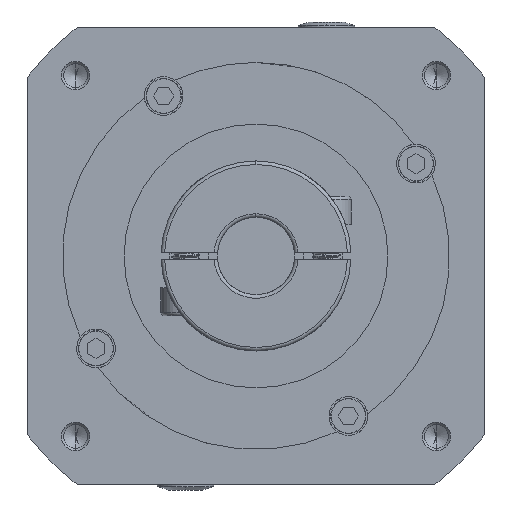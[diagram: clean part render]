
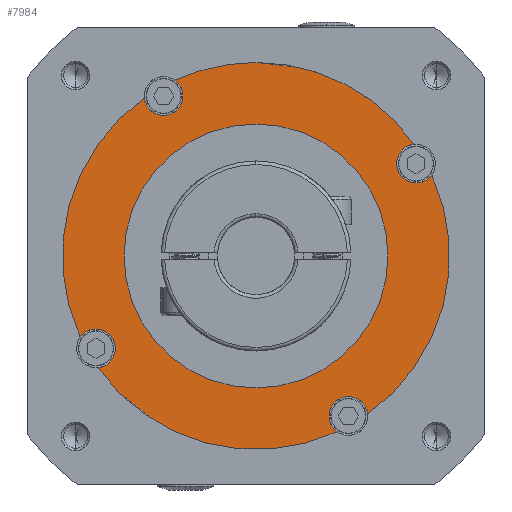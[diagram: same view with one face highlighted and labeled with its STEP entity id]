
A CAD part, left-side view. The second image highlights one B-rep face of the part: STEP entity #7984.
In plain terms, the highlighted planar face has unit normal (-1, 0, 0).
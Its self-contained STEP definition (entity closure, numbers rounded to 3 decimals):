
#186 = ORIENTED_EDGE ( 'NONE', *, *, #12831, .T. ) ;
#205 = ORIENTED_EDGE ( 'NONE', *, *, #11660, .T. ) ;
#389 = CARTESIAN_POINT ( 'NONE',  ( -68.5, -49.938, 23.048 ) ) ;
#641 = CARTESIAN_POINT ( 'NONE',  ( -68.5, -45.466, 26.25 ) ) ;
#955 = CARTESIAN_POINT ( 'NONE',  ( -68.5, -26.25, -45.466 ) ) ;
#1011 = CARTESIAN_POINT ( 'NONE',  ( -68.5, -45.466, 20.75 ) ) ;
#1040 = ORIENTED_EDGE ( 'NONE', *, *, #19869, .T. ) ;
#1716 = VERTEX_POINT ( 'NONE', #21389 ) ;
#1813 = DIRECTION ( 'NONE',  ( 0., 0., -1. ) ) ;
#1917 = AXIS2_PLACEMENT_3D ( 'NONE', #12499, #3791, #1813 ) ;
#2124 = ORIENTED_EDGE ( 'NONE', *, *, #9036, .T. ) ;
#2157 = AXIS2_PLACEMENT_3D ( 'NONE', #15799, #12218, #19199 ) ;
#2186 = CARTESIAN_POINT ( 'NONE',  ( -68.5, 0., 37.5 ) ) ;
#2559 = DIRECTION ( 'NONE',  ( 1., 0., 0. ) ) ;
#2661 = VERTEX_POINT ( 'NONE', #8391 ) ;
#2796 = DIRECTION ( 'NONE',  ( 1., 0., 0. ) ) ;
#2891 = CARTESIAN_POINT ( 'NONE',  ( -68.5, 0., 0. ) ) ;
#2955 = VERTEX_POINT ( 'NONE', #7617 ) ;
#3067 = AXIS2_PLACEMENT_3D ( 'NONE', #16967, #21960, #13464 ) ;
#3746 = EDGE_CURVE ( 'NONE', #11013, #21075, #6682, .T. ) ;
#3791 = DIRECTION ( 'NONE',  ( 1., 0., 0. ) ) ;
#3867 = CIRCLE ( 'NONE', #2157, 5.5 ) ;
#4011 = CIRCLE ( 'NONE', #3067, 5.5 ) ;
#4073 = CARTESIAN_POINT ( 'NONE',  ( -68.5, 0., 0. ) ) ;
#4084 = CARTESIAN_POINT ( 'NONE',  ( -68.5, -26.25, -39.966 ) ) ;
#4178 = AXIS2_PLACEMENT_3D ( 'NONE', #13432, #8228, #8330 ) ;
#4834 = FACE_BOUND ( 'NONE', #5180, .T. ) ;
#4903 = DIRECTION ( 'NONE',  ( -1., 0., 0. ) ) ;
#4910 = DIRECTION ( 'NONE',  ( 1., 0., 0. ) ) ;
#5180 = EDGE_LOOP ( 'NONE', ( #15745, #19739 ) ) ;
#5696 = VERTEX_POINT ( 'NONE', #14785 ) ;
#5852 = CARTESIAN_POINT ( 'NONE',  ( -68.5, 26.25, 39.966 ) ) ;
#5910 = VERTEX_POINT ( 'NONE', #15010 ) ;
#6124 = CIRCLE ( 'NONE', #15215, 55. ) ;
#6268 = EDGE_CURVE ( 'NONE', #16053, #9462, #13164, .T. ) ;
#6480 = CIRCLE ( 'NONE', #7429, 55. ) ;
#6512 = ORIENTED_EDGE ( 'NONE', *, *, #11934, .T. ) ;
#6591 = CARTESIAN_POINT ( 'NONE',  ( -68.5, 0., 55. ) ) ;
#6682 = CIRCLE ( 'NONE', #7324, 5.5 ) ;
#6708 = FACE_OUTER_BOUND ( 'NONE', #12183, .T. ) ;
#6889 = AXIS2_PLACEMENT_3D ( 'NONE', #15394, #8527, #17228 ) ;
#7156 = CARTESIAN_POINT ( 'NONE',  ( -68.5, 0., 0. ) ) ;
#7324 = AXIS2_PLACEMENT_3D ( 'NONE', #9022, #10772, #9397 ) ;
#7391 = CARTESIAN_POINT ( 'NONE',  ( -68.5, -31.724, -44.929 ) ) ;
#7429 = AXIS2_PLACEMENT_3D ( 'NONE', #4073, #13004, #18046 ) ;
#7617 = CARTESIAN_POINT ( 'NONE',  ( -68.5, -44.929, 31.724 ) ) ;
#7917 = DIRECTION ( 'NONE',  ( -1., 0., 0. ) ) ;
#7984 = ADVANCED_FACE ( 'NONE', ( #4834, #6708 ), #9849, .F. ) ;
#8040 = DIRECTION ( 'NONE',  ( 0., 0., 1. ) ) ;
#8228 = DIRECTION ( 'NONE',  ( 1., 0., 0. ) ) ;
#8330 = DIRECTION ( 'NONE',  ( 0., 0., -1. ) ) ;
#8391 = CARTESIAN_POINT ( 'NONE',  ( -68.5, 45.466, -20.75 ) ) ;
#8469 = CIRCLE ( 'NONE', #11794, 5.5 ) ;
#8527 = DIRECTION ( 'NONE',  ( 1., 0., 0. ) ) ;
#8918 = DIRECTION ( 'NONE',  ( -1., 0., 0. ) ) ;
#8930 = EDGE_CURVE ( 'NONE', #5910, #1716, #6480, .T. ) ;
#9022 = CARTESIAN_POINT ( 'NONE',  ( -68.5, 26.25, 45.466 ) ) ;
#9036 = EDGE_CURVE ( 'NONE', #21655, #2955, #4011, .T. ) ;
#9097 = AXIS2_PLACEMENT_3D ( 'NONE', #2891, #7917, #20108 ) ;
#9390 = AXIS2_PLACEMENT_3D ( 'NONE', #9858, #16716, #13208 ) ;
#9397 = DIRECTION ( 'NONE',  ( 0., 0., -1. ) ) ;
#9462 = VERTEX_POINT ( 'NONE', #14950 ) ;
#9510 = CARTESIAN_POINT ( 'NONE',  ( -68.5, 0., 0. ) ) ;
#9849 = PLANE ( 'NONE',  #4178 ) ;
#9858 = CARTESIAN_POINT ( 'NONE',  ( -68.5, 0., 0. ) ) ;
#10010 = DIRECTION ( 'NONE',  ( 0., 0., 1. ) ) ;
#10206 = CIRCLE ( 'NONE', #6889, 5.5 ) ;
#10454 = CIRCLE ( 'NONE', #9097, 55. ) ;
#10772 = DIRECTION ( 'NONE',  ( 1., 0., 0. ) ) ;
#11013 = VERTEX_POINT ( 'NONE', #16144 ) ;
#11116 = CIRCLE ( 'NONE', #13175, 5.5 ) ;
#11129 = ORIENTED_EDGE ( 'NONE', *, *, #21026, .T. ) ;
#11418 = VERTEX_POINT ( 'NONE', #7391 ) ;
#11489 = DIRECTION ( 'NONE',  ( -1., 0., 0. ) ) ;
#11660 = EDGE_CURVE ( 'NONE', #14537, #11013, #6124, .T. ) ;
#11728 = ORIENTED_EDGE ( 'NONE', *, *, #3746, .T. ) ;
#11794 = AXIS2_PLACEMENT_3D ( 'NONE', #641, #2559, #16514 ) ;
#11934 = EDGE_CURVE ( 'NONE', #21075, #5696, #10206, .T. ) ;
#12183 = EDGE_LOOP ( 'NONE', ( #18109, #11129, #2124, #14493, #205, #11728, #6512, #12751, #1040, #17082, #16249, #15890, #186 ) ) ;
#12218 = DIRECTION ( 'NONE',  ( 1., 0., 0. ) ) ;
#12387 = EDGE_CURVE ( 'NONE', #1716, #22247, #11116, .T. ) ;
#12412 = EDGE_CURVE ( 'NONE', #9462, #16053, #19159, .T. ) ;
#12499 = CARTESIAN_POINT ( 'NONE',  ( -68.5, 45.466, -26.25 ) ) ;
#12751 = ORIENTED_EDGE ( 'NONE', *, *, #13059, .T. ) ;
#12831 = EDGE_CURVE ( 'NONE', #22247, #11418, #13768, .T. ) ;
#13004 = DIRECTION ( 'NONE',  ( -1., 0., 0. ) ) ;
#13045 = VERTEX_POINT ( 'NONE', #20572 ) ;
#13059 = EDGE_CURVE ( 'NONE', #5696, #13045, #10454, .T. ) ;
#13164 = CIRCLE ( 'NONE', #9390, 37.5 ) ;
#13175 = AXIS2_PLACEMENT_3D ( 'NONE', #955, #2796, #18505 ) ;
#13208 = DIRECTION ( 'NONE',  ( 0., 0., 1. ) ) ;
#13432 = CARTESIAN_POINT ( 'NONE',  ( -68.5, 37.5, 0. ) ) ;
#13464 = DIRECTION ( 'NONE',  ( 0., 0., -1. ) ) ;
#13707 = DIRECTION ( 'NONE',  ( 0., 0., 1. ) ) ;
#13768 = CIRCLE ( 'NONE', #17280, 5.5 ) ;
#14493 = ORIENTED_EDGE ( 'NONE', *, *, #19130, .T. ) ;
#14537 = VERTEX_POINT ( 'NONE', #6591 ) ;
#14785 = CARTESIAN_POINT ( 'NONE',  ( -68.5, 31.724, 44.929 ) ) ;
#14896 = AXIS2_PLACEMENT_3D ( 'NONE', #15732, #22480, #13707 ) ;
#14950 = CARTESIAN_POINT ( 'NONE',  ( -68.5, 0., -37.5 ) ) ;
#15001 = CIRCLE ( 'NONE', #1917, 5.5 ) ;
#15010 = CARTESIAN_POINT ( 'NONE',  ( -68.5, 44.929, -31.724 ) ) ;
#15030 = CARTESIAN_POINT ( 'NONE',  ( -68.5, 0., 0. ) ) ;
#15215 = AXIS2_PLACEMENT_3D ( 'NONE', #7156, #8918, #21077 ) ;
#15394 = CARTESIAN_POINT ( 'NONE',  ( -68.5, 26.25, 45.466 ) ) ;
#15732 = CARTESIAN_POINT ( 'NONE',  ( -68.5, 0., 0. ) ) ;
#15745 = ORIENTED_EDGE ( 'NONE', *, *, #6268, .F. ) ;
#15799 = CARTESIAN_POINT ( 'NONE',  ( -68.5, 45.466, -26.25 ) ) ;
#15890 = ORIENTED_EDGE ( 'NONE', *, *, #12387, .T. ) ;
#16053 = VERTEX_POINT ( 'NONE', #2186 ) ;
#16144 = CARTESIAN_POINT ( 'NONE',  ( -68.5, 23.048, 49.938 ) ) ;
#16249 = ORIENTED_EDGE ( 'NONE', *, *, #8930, .T. ) ;
#16514 = DIRECTION ( 'NONE',  ( 0., 0., -1. ) ) ;
#16550 = AXIS2_PLACEMENT_3D ( 'NONE', #9510, #11489, #8040 ) ;
#16716 = DIRECTION ( 'NONE',  ( -1., 0., 0. ) ) ;
#16967 = CARTESIAN_POINT ( 'NONE',  ( -68.5, -45.466, 26.25 ) ) ;
#17082 = ORIENTED_EDGE ( 'NONE', *, *, #17822, .T. ) ;
#17228 = DIRECTION ( 'NONE',  ( 0., 0., -1. ) ) ;
#17260 = AXIS2_PLACEMENT_3D ( 'NONE', #15030, #4903, #10010 ) ;
#17280 = AXIS2_PLACEMENT_3D ( 'NONE', #22100, #4910, #20359 ) ;
#17822 = EDGE_CURVE ( 'NONE', #2661, #5910, #3867, .T. ) ;
#18046 = DIRECTION ( 'NONE',  ( 0., 0., 1. ) ) ;
#18109 = ORIENTED_EDGE ( 'NONE', *, *, #19735, .T. ) ;
#18505 = DIRECTION ( 'NONE',  ( 0., 0., -1. ) ) ;
#19130 = EDGE_CURVE ( 'NONE', #2955, #14537, #20734, .T. ) ;
#19159 = CIRCLE ( 'NONE', #16550, 37.5 ) ;
#19199 = DIRECTION ( 'NONE',  ( 0., 0., -1. ) ) ;
#19735 = EDGE_CURVE ( 'NONE', #11418, #21539, #20991, .T. ) ;
#19739 = ORIENTED_EDGE ( 'NONE', *, *, #12412, .F. ) ;
#19869 = EDGE_CURVE ( 'NONE', #13045, #2661, #15001, .T. ) ;
#20108 = DIRECTION ( 'NONE',  ( 0., 0., 1. ) ) ;
#20359 = DIRECTION ( 'NONE',  ( 0., 0., -1. ) ) ;
#20572 = CARTESIAN_POINT ( 'NONE',  ( -68.5, 49.938, -23.048 ) ) ;
#20734 = CIRCLE ( 'NONE', #14896, 55. ) ;
#20991 = CIRCLE ( 'NONE', #17260, 55. ) ;
#21026 = EDGE_CURVE ( 'NONE', #21539, #21655, #8469, .T. ) ;
#21075 = VERTEX_POINT ( 'NONE', #5852 ) ;
#21077 = DIRECTION ( 'NONE',  ( 0., 0., 1. ) ) ;
#21389 = CARTESIAN_POINT ( 'NONE',  ( -68.5, -23.048, -49.938 ) ) ;
#21539 = VERTEX_POINT ( 'NONE', #389 ) ;
#21655 = VERTEX_POINT ( 'NONE', #1011 ) ;
#21960 = DIRECTION ( 'NONE',  ( 1., 0., 0. ) ) ;
#22100 = CARTESIAN_POINT ( 'NONE',  ( -68.5, -26.25, -45.466 ) ) ;
#22247 = VERTEX_POINT ( 'NONE', #4084 ) ;
#22480 = DIRECTION ( 'NONE',  ( -1., 0., 0. ) ) ;
